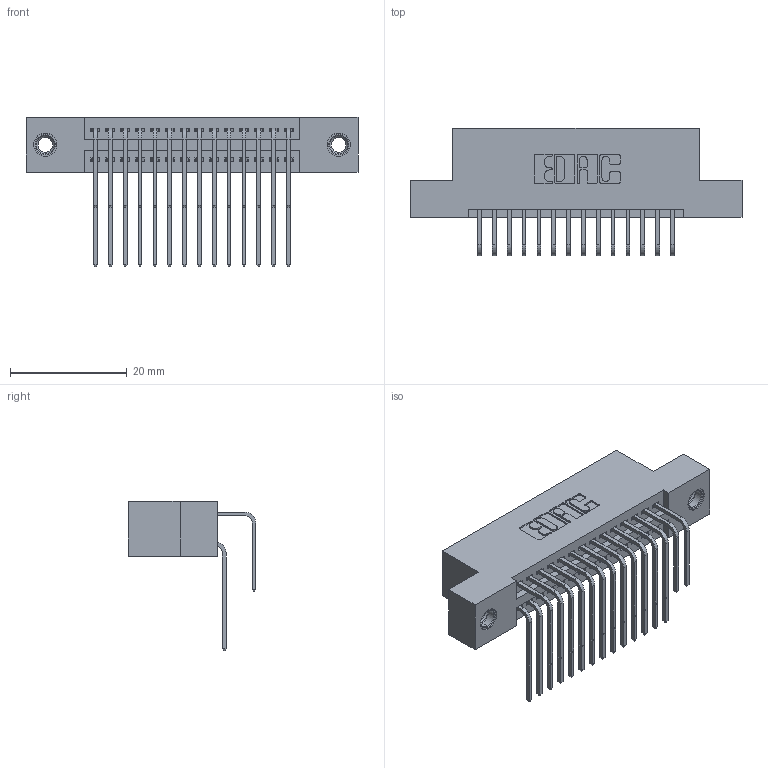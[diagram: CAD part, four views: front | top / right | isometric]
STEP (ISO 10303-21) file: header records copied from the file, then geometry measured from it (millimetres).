
FILE_DESCRIPTION (( 'STEP AP203' ), '1' );
FILE_NAME ('395-028-558-207.STEP', '2018-11-10T15:08:24', ( '' ), ( '' ), 'SwSTEP 2.0', 'SolidWorks 2016', '' );
FILE_SCHEMA (( 'CONFIG_CONTROL_DESIGN' ));
Length unit declared in the file: inch
Products named in the file (5): 345-292-001_558 559 Tail - 1; 395-028-558-207; 345 Part_Flush Mounting Lugs - 0.156 Dia-TI; 345-250-001_345-250-005-103; 345-292-001_558 Tail - 2
Assembly tree (31 placements, depth 2):
  395-028-558-207
    345 Part_Flush Mounting Lugs - 0.156 Dia-TI
    345-292-001_558 559 Tail - 1  x14
    345-292-001_558 Tail - 2  x14
    345-250-001_345-250-005-103  x2
Bounding box: 56.77 x 21.83 x 25.53 mm (x, y, z)
Volume: 5402.7 mm3; surface area: 8231.2 mm2
Topology: 31 solids, 31 shells, 1642 faces, 4817 edges, 3166 vertices
Faces by surface type: plane 1092, cylinder 534, cone 12, torus 4
Entity records: 17592 total; most frequent: CARTESIAN_POINT 3002, ORIENTED_EDGE 2878, DIRECTION 2681, EDGE_CURVE 1439, VECTOR 1191, LINE 1191, VERTEX_POINT 952, AXIS2_PLACEMENT_3D 745
